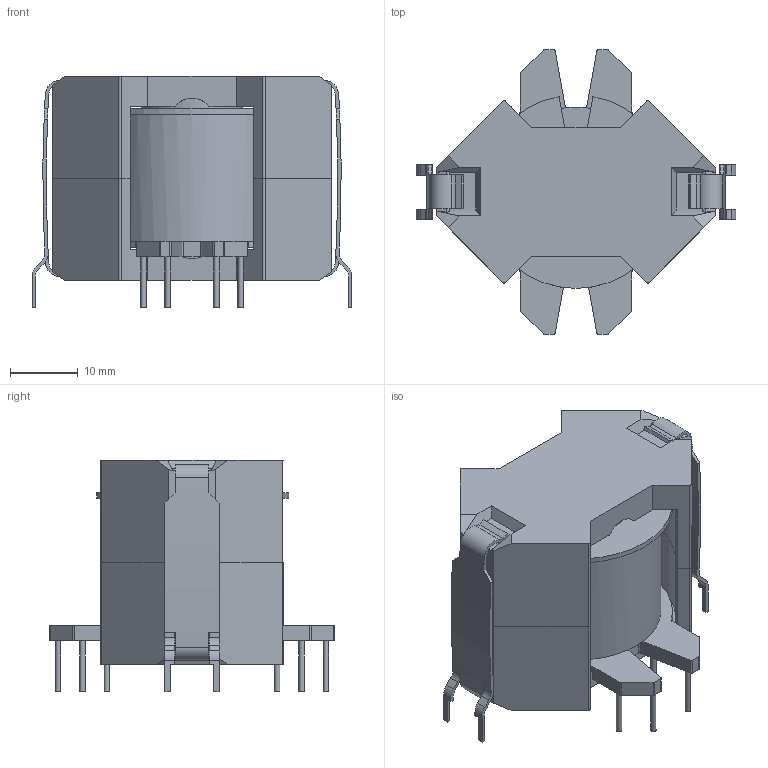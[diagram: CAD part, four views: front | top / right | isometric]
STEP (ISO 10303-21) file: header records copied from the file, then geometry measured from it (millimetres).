
FILE_DESCRIPTION(/* description */ ('Unknown'),/* implementation_level */ '2;1');
FILE_NAME(/* name */ 'T_Wurth_WE-PFC-RM14',/* time_stamp */ '2025-10-23T17:04:04+08:00',/* author */ ('Unknown'),/* organization */ ('Unknown'),/* preprocessor_version */ 'ST-DEVELOPER v19.4',/* originating_system */ 'Solid Edge',/* authorisation */ 'Unknown');
FILE_SCHEMA (('AUTOMOTIVE_DESIGN {1 0 10303 214 3 1 1}'));
Length unit declared in the file: millimetre
Products named in the file (2): T_Wurth_WE-PFC-RM14
Assembly tree (1 placements, depth 2):
  T_Wurth_WE-PFC-RM14
    T_Wurth_WE-PFC-RM14
Bounding box: 47.2 x 42 x 34.1 mm (x, y, z)
Volume: 22115.9 mm3; surface area: 13769.6 mm2
Topology: 5 solids, 5 shells, 303 faces, 829 edges, 547 vertices
Faces by surface type: plane 185, cylinder 118
Full cylindrical faces by diameter (mm): 0.8 x12, 14.75 x2, 16.3 x1, 25 x1
Entity records: 10198 total; most frequent: CARTESIAN_POINT 1701, DIRECTION 1652, ORIENTED_EDGE 1606, EDGE_CURVE 803, AXIS2_PLACEMENT_3D 558, VERTEX_POINT 537, LINE 536, VECTOR 536
